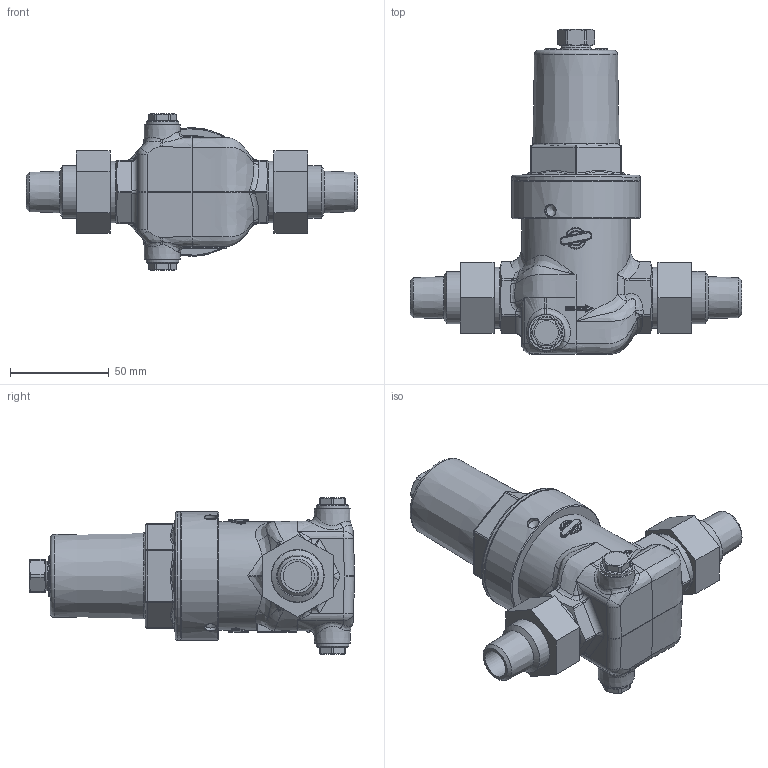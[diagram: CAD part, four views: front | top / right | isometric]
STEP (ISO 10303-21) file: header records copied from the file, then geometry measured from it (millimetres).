
FILE_DESCRIPTION(/* description */ (''),/* implementation_level */ '2;1');
FILE_NAME(/* name */ '075002-R0330.stp',/* time_stamp */ '2023-02-17T12:44:41+01:00',/* author */ ('gninka'),/* organization */ (''),/* preprocessor_version */ 'ST-DEVELOPER v19',/* originating_system */ 'Autodesk Inventor 2023',/* authorisation */ '');
FILE_SCHEMA (('AUTOMOTIVE_DESIGN { 1 0 10303 214 3 1 1 }'));
Length unit declared in the file: millimetre
Products named in the file (1): 075002-R6330.20221212_step
Bounding box: 168 x 164.57 x 79 mm (x, y, z)
Volume: 436150.7 mm3; surface area: 49864 mm2
Topology: 1 solids, 1 shells, 875 faces, 2246 edges, 1385 vertices
Faces by surface type: bspline 415, plane 199, cylinder 140, cone 52, sphere 38, torus 31
Full cylindrical faces by diameter (mm): 2 x1, 5 x1, 6.1 x3, 10 x1, 10.2 x1, 14.5 x2, 15 x1, 16.5 x2, 26.5 x2, 26.8 x2, 31 x2, 55 x1, 65 x1
Entity records: 42684 total; most frequent: CARTESIAN_POINT 24775, ORIENTED_EDGE 4442, DIRECTION 2566, EDGE_CURVE 2221, VERTEX_POINT 1385, B_SPLINE_CURVE_WITH_KNOTS 1109, AXIS2_PLACEMENT_3D 1053, EDGE_LOOP 912
